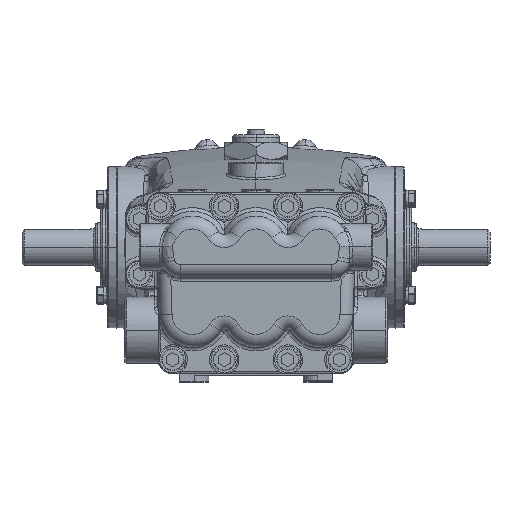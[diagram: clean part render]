
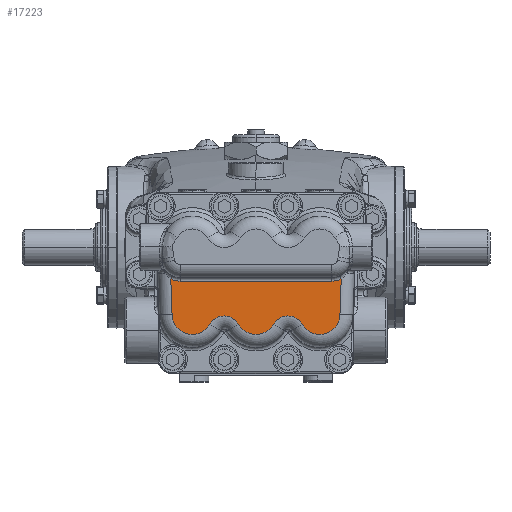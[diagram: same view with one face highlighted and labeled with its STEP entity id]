
A CAD part, top view. The second image highlights one B-rep face of the part: STEP entity #17223.
In plain terms, the highlighted planar face has unit normal (0, 0, 1).
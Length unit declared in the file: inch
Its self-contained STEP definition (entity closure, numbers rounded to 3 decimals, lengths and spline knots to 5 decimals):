
#842 = DIRECTION ( 'NONE',  ( -1., 0., 0. ) ) ;
#4309 = CARTESIAN_POINT ( 'NONE',  ( 2.73794, -1.04821, 13.79921 ) ) ;
#5640 = ORIENTED_EDGE ( 'NONE', *, *, #13815, .T. ) ;
#9290 = PLANE ( 'NONE',  #80161 ) ;
#9312 = VERTEX_POINT ( 'NONE', #4309 ) ;
#9489 = CARTESIAN_POINT ( 'NONE',  ( -2.04724, -2.17644, 13.79921 ) ) ;
#10982 = DIRECTION ( 'NONE',  ( 0., 0., 1. ) ) ;
#11043 = ORIENTED_EDGE ( 'NONE', *, *, #99262, .F. ) ;
#11467 = EDGE_LOOP ( 'NONE', ( #98880, #12507, #19857, #96552, #32403, #84258, #5640, #75711, #16117, #35148, #11043, #18939 ) ) ;
#12507 = ORIENTED_EDGE ( 'NONE', *, *, #16416, .T. ) ;
#12847 = DIRECTION ( 'NONE',  ( 0., 0., 1. ) ) ;
#13815 = EDGE_CURVE ( 'NONE', #100752, #35874, #35655, .T. ) ;
#14461 = CIRCLE ( 'NONE', #82483, 0.70866 ) ;
#15785 = VECTOR ( 'NONE', #842, 39.37008 ) ;
#16117 = ORIENTED_EDGE ( 'NONE', *, *, #47671, .F. ) ;
#16416 = EDGE_CURVE ( 'NONE', #80295, #100225, #14461, .T. ) ;
#17223 = ADVANCED_FACE ( 'NONE', ( #54642 ), #9290, .T. ) ;
#18939 = ORIENTED_EDGE ( 'NONE', *, *, #35499, .F. ) ;
#19857 = ORIENTED_EDGE ( 'NONE', *, *, #50933, .T. ) ;
#22770 = CARTESIAN_POINT ( 'NONE',  ( 0., -2.17644, 13.79921 ) ) ;
#22874 = CIRCLE ( 'NONE', #85539, 0.64961 ) ;
#22959 = LINE ( 'NONE', #38116, #109700 ) ;
#23378 = VERTEX_POINT ( 'NONE', #104223 ) ;
#24334 = CARTESIAN_POINT ( 'NONE',  ( -2.69781, -2.16155, 13.79921 ) ) ;
#25788 = DIRECTION ( 'NONE',  ( 0., 0., 1. ) ) ;
#26248 = DIRECTION ( 'NONE',  ( 0., 0., -1. ) ) ;
#29354 = VERTEX_POINT ( 'NONE', #61178 ) ;
#32403 = ORIENTED_EDGE ( 'NONE', *, *, #93205, .T. ) ;
#32829 = AXIS2_PLACEMENT_3D ( 'NONE', #94640, #70489, #104685 ) ;
#35148 = ORIENTED_EDGE ( 'NONE', *, *, #35705, .F. ) ;
#35499 = EDGE_CURVE ( 'NONE', #69353, #9312, #69579, .T. ) ;
#35655 = CIRCLE ( 'NONE', #98265, 0.64961 ) ;
#35705 = EDGE_CURVE ( 'NONE', #23378, #102866, #91662, .T. ) ;
#35874 = VERTEX_POINT ( 'NONE', #37762 ) ;
#37762 = CARTESIAN_POINT ( 'NONE',  ( 0.56299, -2.50052, 13.79921 ) ) ;
#38116 = CARTESIAN_POINT ( 'NONE',  ( 2.69781, -2.16155, 13.79921 ) ) ;
#38174 = CIRCLE ( 'NONE', #32829, 0.5315 ) ;
#38220 = CARTESIAN_POINT ( 'NONE',  ( -0.56299, -2.50052, 13.79921 ) ) ;
#39917 = AXIS2_PLACEMENT_3D ( 'NONE', #94061, #26248, #61548 ) ;
#41250 = CARTESIAN_POINT ( 'NONE',  ( -3.11093, -2.17644, 13.79921 ) ) ;
#43523 = CARTESIAN_POINT ( 'NONE',  ( 0., -2.17644, 13.79921 ) ) ;
#46323 = DIRECTION ( 'NONE',  ( -1., 0., 0. ) ) ;
#47671 = EDGE_CURVE ( 'NONE', #102866, #29354, #104335, .T. ) ;
#50649 = VERTEX_POINT ( 'NONE', #89368 ) ;
#50933 = EDGE_CURVE ( 'NONE', #100225, #52525, #102250, .T. ) ;
#51349 = DIRECTION ( 'NONE',  ( 1., 0., 0. ) ) ;
#52525 = VERTEX_POINT ( 'NONE', #106726 ) ;
#53823 = DIRECTION ( 'NONE',  ( 1., 0., 0. ) ) ;
#54616 = CARTESIAN_POINT ( 'NONE',  ( 2.44094, -1.11345, 13.79921 ) ) ;
#54642 = FACE_OUTER_BOUND ( 'NONE', #11467, .T. ) ;
#55934 = CARTESIAN_POINT ( 'NONE',  ( -1.48425, -2.50052, 13.79921 ) ) ;
#59455 = VECTOR ( 'NONE', #75384, 39.37008 ) ;
#59537 = VECTOR ( 'NONE', #93233, 39.37008 ) ;
#61178 = CARTESIAN_POINT ( 'NONE',  ( 1.48425, -2.50052, 13.79921 ) ) ;
#61445 = DIRECTION ( 'NONE',  ( 0., 0., 1. ) ) ;
#61548 = DIRECTION ( 'NONE',  ( -1., 0., 0. ) ) ;
#62374 = AXIS2_PLACEMENT_3D ( 'NONE', #106274, #10982, #46323 ) ;
#64829 = EDGE_CURVE ( 'NONE', #110839, #100752, #38174, .T. ) ;
#67017 = CARTESIAN_POINT ( 'NONE',  ( 3.11093, -2.17644, 13.79921 ) ) ;
#69353 = VERTEX_POINT ( 'NONE', #54616 ) ;
#69579 = CIRCLE ( 'NONE', #62374, 0.70866 ) ;
#70489 = DIRECTION ( 'NONE',  ( 0., 0., -1. ) ) ;
#70654 = DIRECTION ( 'NONE',  ( -1., 0., 0. ) ) ;
#71179 = DIRECTION ( 'NONE',  ( 0., 0., -1. ) ) ;
#71420 = CARTESIAN_POINT ( 'NONE',  ( -2.73794, -1.04821, 13.79921 ) ) ;
#71717 = CARTESIAN_POINT ( 'NONE',  ( -2.44094, -0.40479, 13.79921 ) ) ;
#75384 = DIRECTION ( 'NONE',  ( 1., 0., 0. ) ) ;
#75711 = ORIENTED_EDGE ( 'NONE', *, *, #75930, .F. ) ;
#75869 = DIRECTION ( 'NONE',  ( 0.036, -0.999, 0. ) ) ;
#75930 = EDGE_CURVE ( 'NONE', #29354, #35874, #82139, .T. ) ;
#77675 = DIRECTION ( 'NONE',  ( 1., 0., 0. ) ) ;
#77875 = DIRECTION ( 'NONE',  ( 1., 0., 0. ) ) ;
#78484 = EDGE_CURVE ( 'NONE', #52525, #50649, #83259, .T. ) ;
#80161 = AXIS2_PLACEMENT_3D ( 'NONE', #43523, #61445, #77675 ) ;
#80295 = VERTEX_POINT ( 'NONE', #89740 ) ;
#81484 = VECTOR ( 'NONE', #75869, 39.37008 ) ;
#82139 = CIRCLE ( 'NONE', #84002, 0.5315 ) ;
#82483 = AXIS2_PLACEMENT_3D ( 'NONE', #71717, #71179, #53823 ) ;
#83149 = CARTESIAN_POINT ( 'NONE',  ( 0., -1.11345, 13.79921 ) ) ;
#83259 = LINE ( 'NONE', #41250, #59455 ) ;
#83899 = CARTESIAN_POINT ( 'NONE',  ( 2.69685, -2.17644, 13.79921 ) ) ;
#84002 = AXIS2_PLACEMENT_3D ( 'NONE', #97533, #12847, #70654 ) ;
#84258 = ORIENTED_EDGE ( 'NONE', *, *, #64829, .T. ) ;
#85539 = AXIS2_PLACEMENT_3D ( 'NONE', #9489, #25788, #77875 ) ;
#86605 = DIRECTION ( 'NONE',  ( 0., 0., 1. ) ) ;
#89368 = CARTESIAN_POINT ( 'NONE',  ( -2.69685, -2.17644, 13.79921 ) ) ;
#89740 = CARTESIAN_POINT ( 'NONE',  ( -2.44094, -1.11345, 13.79921 ) ) ;
#91662 = LINE ( 'NONE', #67017, #15785 ) ;
#93205 = EDGE_CURVE ( 'NONE', #50649, #110839, #22874, .T. ) ;
#93233 = DIRECTION ( 'NONE',  ( -1., 0., 0. ) ) ;
#94061 = CARTESIAN_POINT ( 'NONE',  ( 2.04724, -2.17644, 13.79921 ) ) ;
#94640 = CARTESIAN_POINT ( 'NONE',  ( -1.02362, -2.76568, 13.79921 ) ) ;
#96552 = ORIENTED_EDGE ( 'NONE', *, *, #78484, .T. ) ;
#97533 = CARTESIAN_POINT ( 'NONE',  ( 1.02362, -2.76568, 13.79921 ) ) ;
#98265 = AXIS2_PLACEMENT_3D ( 'NONE', #22770, #86605, #51349 ) ;
#98880 = ORIENTED_EDGE ( 'NONE', *, *, #100397, .T. ) ;
#99262 = EDGE_CURVE ( 'NONE', #9312, #23378, #22959, .T. ) ;
#99989 = LINE ( 'NONE', #83149, #59537 ) ;
#100225 = VERTEX_POINT ( 'NONE', #71420 ) ;
#100397 = EDGE_CURVE ( 'NONE', #69353, #80295, #99989, .T. ) ;
#100752 = VERTEX_POINT ( 'NONE', #38220 ) ;
#102250 = LINE ( 'NONE', #24334, #81484 ) ;
#102866 = VERTEX_POINT ( 'NONE', #83899 ) ;
#104223 = CARTESIAN_POINT ( 'NONE',  ( 2.69727, -2.17644, 13.79921 ) ) ;
#104335 = CIRCLE ( 'NONE', #39917, 0.64961 ) ;
#104685 = DIRECTION ( 'NONE',  ( 1., 0., 0. ) ) ;
#106274 = CARTESIAN_POINT ( 'NONE',  ( 2.44094, -0.40479, 13.79921 ) ) ;
#106726 = CARTESIAN_POINT ( 'NONE',  ( -2.69727, -2.17644, 13.79921 ) ) ;
#107591 = DIRECTION ( 'NONE',  ( -0.036, -0.999, 0. ) ) ;
#109700 = VECTOR ( 'NONE', #107591, 39.37008 ) ;
#110839 = VERTEX_POINT ( 'NONE', #55934 ) ;
